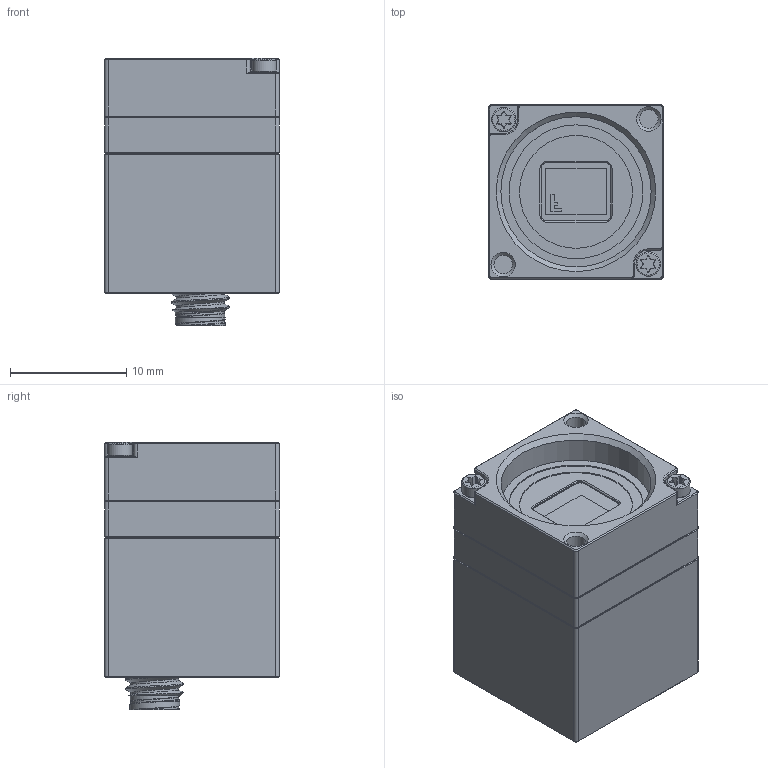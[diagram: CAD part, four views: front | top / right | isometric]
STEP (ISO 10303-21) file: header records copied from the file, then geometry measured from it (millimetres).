
FILE_DESCRIPTION(/* description */ (''),/* implementation_level */ '2;1');
FILE_NAME(/* name */ 'STP-MU-(MU050xR-SY+ADPT-MU-CX3-TC-V).stp',/* time_stamp */ '2023-06-22T23:05:59+02:00',/* author */ (''),/* organization */ (''),/* preprocessor_version */ 'ST-DEVELOPER v18.102',/* originating_system */ 'SIEMENS PLM Software NX2206.8900',/* authorisation */ '');
FILE_SCHEMA (('AUTOMOTIVE_DESIGN { 1 0 10303 214 3 1 1 1 }'));
Products named in the file (15): M5-NUT-BINDER; MECH-KPTN-13.5X13.5X0.1MM; MECH-MU050-FRONT; MU-ADPT-CX3-TC-PCA; SROB-M1.6X12-CSK-TX-STNLS; MECH-EMI-GSKT-4X6-T1; MECH-MU-CX3-ADPT-TC; MU051xR-SY-PCA; SROB-M1.2X6-TX-STNLS; TP-5X5X1-TGA6200; MECH-MU-CX3-REAR; MU050-FRONT-KPT; CONN-09-3111-81-04; ADPT-MU-CX3-TC-V; ASSM_MUXXX
Assembly tree (17 placements, depth 4):
  ASSM_MUXXX
    MECH-MU-CX3-REAR
    TP-5X5X1-TGA6200
    SROB-M1.2X6-TX-STNLS  x2
    ADPT-MU-CX3-TC-V
      MECH-MU-CX3-ADPT-TC
      MECH-EMI-GSKT-4X6-T1  x2
      CONN-09-3111-81-04
        M5-NUT-BINDER
      SROB-M1.6X12-CSK-TX-STNLS  x2
      MU-ADPT-CX3-TC-PCA
    MU050-FRONT-KPT
      MECH-MU050-FRONT
      MECH-KPTN-13.5X13.5X0.1MM
    MU051xR-SY-PCA
Bounding box: 15 x 15 x 22.97 mm (x, y, z)
Volume: 2892.4 mm3; surface area: 7506.2 mm2
Topology: 128 solids, 1360 shells, 6462 faces, 19344 edges, 14544 vertices
Faces by surface type: plane 3694, cylinder 1973, sphere 448, cone 215, bspline 66, torus 64, extrusion 2
Full cylindrical faces by diameter (mm): 0.15 x9, 0.48 x4, 0.5 x4, 0.66 x1, 0.7 x3, 0.95 x4, 1 x2, 1.2 x4, 1.3 x2, 1.6 x6, 1.7 x2, 2.1 x2, 2.95 x2, 3.2 x4, 3.68 x1, 4.25 x1, 5.1 x1, 6.2 x1, 9.7 x1, 11.5 x1, 12.9 x1
Entity records: 251390 total; most frequent: CARTESIAN_POINT 53949, DIRECTION 32640, ORIENTED_EDGE 30965, EDGE_CURVE 18984, VERTEX_POINT 14422, VECTOR 12870, LINE 12868, AXIS2_PLACEMENT_3D 9885
